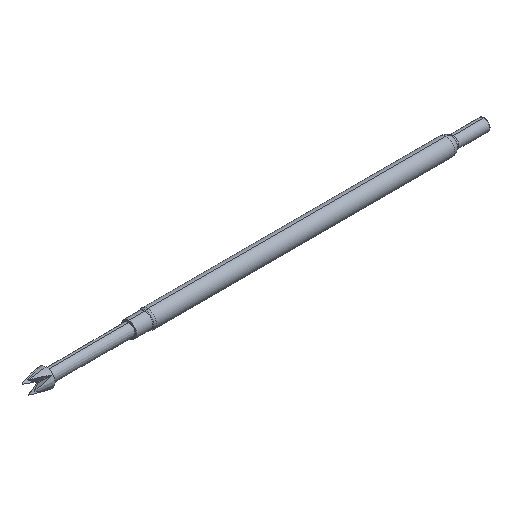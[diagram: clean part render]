
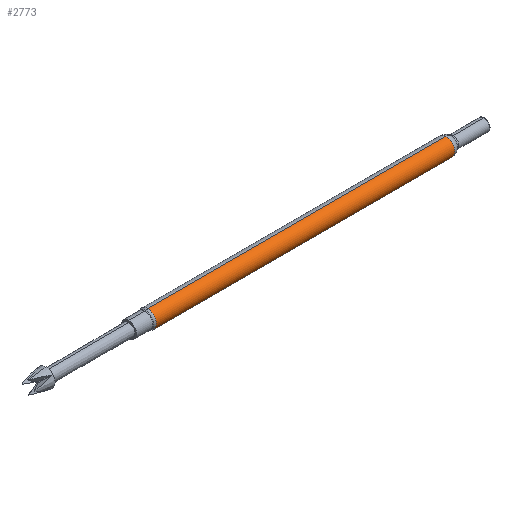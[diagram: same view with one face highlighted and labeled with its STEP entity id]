
A CAD part, isometric view. The second image highlights one B-rep face of the part: STEP entity #2773.
In plain terms, the highlighted cylindrical face has radius 0.683 mm (diameter 1.367 mm), a partial arc.
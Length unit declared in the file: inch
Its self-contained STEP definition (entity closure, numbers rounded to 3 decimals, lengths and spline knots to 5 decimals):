
#94 = ORIENTED_EDGE ( 'NONE', *, *, #2818, .T. ) ;
#115 = DIRECTION ( 'NONE',  ( 0., 0., 1. ) ) ;
#157 = FACE_OUTER_BOUND ( 'NONE', #1352, .T. ) ;
#180 = LINE ( 'NONE', #3150, #3884 ) ;
#215 = CARTESIAN_POINT ( 'NONE',  ( 0., 0., 0. ) ) ;
#543 = ORIENTED_EDGE ( 'NONE', *, *, #1948, .T. ) ;
#573 = EDGE_CURVE ( 'NONE', #1531, #3232, #180, .T. ) ;
#840 = DIRECTION ( 'NONE',  ( -1., 0., 0. ) ) ;
#869 = CARTESIAN_POINT ( 'NONE',  ( 0.05807, 0., 0.0269 ) ) ;
#879 = DIRECTION ( 'NONE',  ( 0., 0., 1. ) ) ;
#932 = CIRCLE ( 'NONE', #1383, 0.0269 ) ;
#1161 = LINE ( 'NONE', #1752, #1192 ) ;
#1192 = VECTOR ( 'NONE', #840, 39.37008 ) ;
#1197 = CARTESIAN_POINT ( 'NONE',  ( 0.05807, 0., 0. ) ) ;
#1265 = AXIS2_PLACEMENT_3D ( 'NONE', #215, #3641, #879 ) ;
#1352 = EDGE_LOOP ( 'NONE', ( #3042, #3846, #543, #94 ) ) ;
#1383 = AXIS2_PLACEMENT_3D ( 'NONE', #3191, #3167, #115 ) ;
#1443 = DIRECTION ( 'NONE',  ( 1., 0., 0. ) ) ;
#1524 = AXIS2_PLACEMENT_3D ( 'NONE', #1197, #1443, #2680 ) ;
#1531 = VERTEX_POINT ( 'NONE', #3433 ) ;
#1717 = CIRCLE ( 'NONE', #1524, 0.0269 ) ;
#1752 = CARTESIAN_POINT ( 'NONE',  ( 0., 0., 0.0269 ) ) ;
#1799 = VERTEX_POINT ( 'NONE', #869 ) ;
#1948 = EDGE_CURVE ( 'NONE', #3192, #1799, #1161, .T. ) ;
#1994 = CYLINDRICAL_SURFACE ( 'NONE', #1265, 0.0269 ) ;
#2293 = DIRECTION ( 'NONE',  ( -1., 0., 0. ) ) ;
#2593 = CARTESIAN_POINT ( 'NONE',  ( 0.98, 0., 0.0269 ) ) ;
#2680 = DIRECTION ( 'NONE',  ( 0., 0., -1. ) ) ;
#2773 = ADVANCED_FACE ( 'NONE', ( #157 ), #1994, .T. ) ;
#2818 = EDGE_CURVE ( 'NONE', #1799, #3232, #1717, .T. ) ;
#3042 = ORIENTED_EDGE ( 'NONE', *, *, #573, .F. ) ;
#3150 = CARTESIAN_POINT ( 'NONE',  ( 0., 0., -0.0269 ) ) ;
#3167 = DIRECTION ( 'NONE',  ( -1., 0., 0. ) ) ;
#3191 = CARTESIAN_POINT ( 'NONE',  ( 0.98, 0., 0. ) ) ;
#3192 = VERTEX_POINT ( 'NONE', #2593 ) ;
#3232 = VERTEX_POINT ( 'NONE', #3773 ) ;
#3433 = CARTESIAN_POINT ( 'NONE',  ( 0.98, 0., -0.0269 ) ) ;
#3641 = DIRECTION ( 'NONE',  ( -1., 0., 0. ) ) ;
#3773 = CARTESIAN_POINT ( 'NONE',  ( 0.05807, 0., -0.0269 ) ) ;
#3803 = EDGE_CURVE ( 'NONE', #1531, #3192, #932, .T. ) ;
#3846 = ORIENTED_EDGE ( 'NONE', *, *, #3803, .T. ) ;
#3884 = VECTOR ( 'NONE', #2293, 39.37008 ) ;
